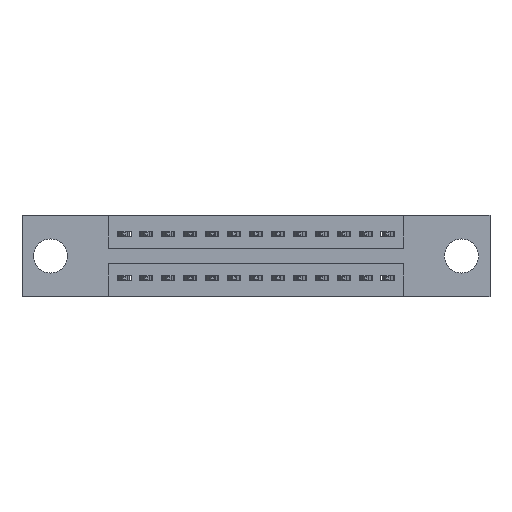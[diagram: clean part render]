
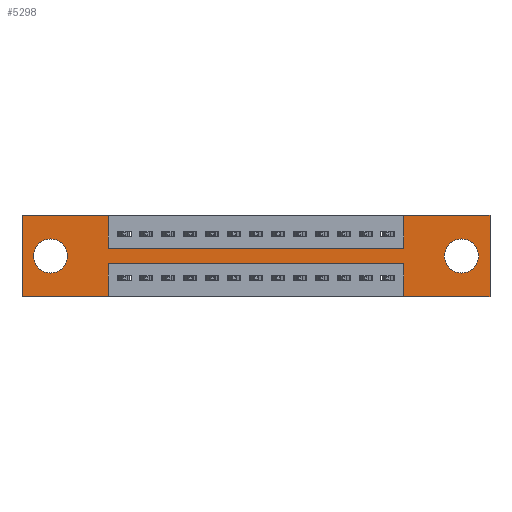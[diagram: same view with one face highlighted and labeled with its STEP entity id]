
A CAD part, front view. The second image highlights one B-rep face of the part: STEP entity #5298.
In plain terms, the highlighted planar face has unit normal (0, -1, 0).
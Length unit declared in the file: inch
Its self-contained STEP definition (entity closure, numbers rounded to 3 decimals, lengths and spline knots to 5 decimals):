
#80 = DIRECTION ( 'NONE',  ( -1., 0., 0. ) ) ;
#228 = LINE ( 'NONE', #10163, #7763 ) ;
#327 = LINE ( 'NONE', #472, #10315 ) ;
#472 = CARTESIAN_POINT ( 'NONE',  ( 1.7425, 0., 0. ) ) ;
#484 = CARTESIAN_POINT ( 'NONE',  ( 0., 0., -0.37 ) ) ;
#557 = CARTESIAN_POINT ( 'NONE',  ( 0., 0., 0. ) ) ;
#686 = CARTESIAN_POINT ( 'NONE',  ( 0.3925, 0., -0.15 ) ) ;
#868 = CARTESIAN_POINT ( 'NONE',  ( 0.3925, 0., 0. ) ) ;
#889 = EDGE_CURVE ( 'NONE', #6109, #7303, #2620, .T. ) ;
#971 = ORIENTED_EDGE ( 'NONE', *, *, #9227, .F. ) ;
#987 = DIRECTION ( 'NONE',  ( -1., 0., 0. ) ) ;
#1072 = DIRECTION ( 'NONE',  ( 0., 0., -1. ) ) ;
#1100 = ORIENTED_EDGE ( 'NONE', *, *, #7571, .F. ) ;
#1106 = DIRECTION ( 'NONE',  ( 0., 0., -1. ) ) ;
#1124 = DIRECTION ( 'NONE',  ( 0., 0., -1. ) ) ;
#1132 = ORIENTED_EDGE ( 'NONE', *, *, #4246, .F. ) ;
#1211 = CARTESIAN_POINT ( 'NONE',  ( 1.7425, 0., -0.15 ) ) ;
#1265 = CARTESIAN_POINT ( 'NONE',  ( 0., 0., 0. ) ) ;
#1389 = LINE ( 'NONE', #8776, #12002 ) ;
#1467 = AXIS2_PLACEMENT_3D ( 'NONE', #4229, #8724, #13225 ) ;
#1769 = DIRECTION ( 'NONE',  ( 0., 1., 0. ) ) ;
#1775 = CARTESIAN_POINT ( 'NONE',  ( 0.3925, 0., -0.37 ) ) ;
#1918 = DIRECTION ( 'NONE',  ( 0., 0., 1. ) ) ;
#2156 = ORIENTED_EDGE ( 'NONE', *, *, #9213, .F. ) ;
#2369 = CARTESIAN_POINT ( 'NONE',  ( 2.005, 0., -0.185 ) ) ;
#2463 = CARTESIAN_POINT ( 'NONE',  ( 1.7425, 0., -0.22 ) ) ;
#2569 = LINE ( 'NONE', #6774, #6295 ) ;
#2620 = LINE ( 'NONE', #10496, #13059 ) ;
#2624 = EDGE_CURVE ( 'NONE', #5509, #9665, #11590, .T. ) ;
#2649 = CARTESIAN_POINT ( 'NONE',  ( 0.13, 0., -0.107 ) ) ;
#2652 = VERTEX_POINT ( 'NONE', #5020 ) ;
#2743 = CARTESIAN_POINT ( 'NONE',  ( 0., 0., -0.37 ) ) ;
#2771 = CARTESIAN_POINT ( 'NONE',  ( 0.3925, 0., 0. ) ) ;
#2865 = VECTOR ( 'NONE', #14017, 39.37008 ) ;
#2927 = ORIENTED_EDGE ( 'NONE', *, *, #9579, .F. ) ;
#2947 = VERTEX_POINT ( 'NONE', #1265 ) ;
#2967 = VERTEX_POINT ( 'NONE', #13857 ) ;
#3276 = FACE_OUTER_BOUND ( 'NONE', #12818, .T. ) ;
#3409 = EDGE_CURVE ( 'NONE', #7475, #3968, #2569, .T. ) ;
#3565 = EDGE_LOOP ( 'NONE', ( #5881, #8694 ) ) ;
#3629 = DIRECTION ( 'NONE',  ( -1., 0., 0. ) ) ;
#3733 = VECTOR ( 'NONE', #1918, 39.37008 ) ;
#3939 = EDGE_CURVE ( 'NONE', #9912, #6109, #327, .T. ) ;
#3968 = VERTEX_POINT ( 'NONE', #2743 ) ;
#4229 = CARTESIAN_POINT ( 'NONE',  ( 0.13, 0., -0.185 ) ) ;
#4246 = EDGE_CURVE ( 'NONE', #2652, #5509, #13336, .T. ) ;
#4272 = VECTOR ( 'NONE', #7264, 39.37008 ) ;
#4327 = ORIENTED_EDGE ( 'NONE', *, *, #2624, .F. ) ;
#4353 = AXIS2_PLACEMENT_3D ( 'NONE', #6891, #11383, #11529 ) ;
#4358 = ORIENTED_EDGE ( 'NONE', *, *, #13584, .T. ) ;
#4395 = VERTEX_POINT ( 'NONE', #10316 ) ;
#4715 = DIRECTION ( 'NONE',  ( 0., 1., 0. ) ) ;
#4788 = ORIENTED_EDGE ( 'NONE', *, *, #8208, .F. ) ;
#4970 = VERTEX_POINT ( 'NONE', #14044 ) ;
#5020 = CARTESIAN_POINT ( 'NONE',  ( 1.7425, 0., -0.37 ) ) ;
#5258 = LINE ( 'NONE', #557, #4272 ) ;
#5298 = ADVANCED_FACE ( 'NONE', ( #12194, #6816, #3276 ), #7783, .T. ) ;
#5461 = CIRCLE ( 'NONE', #11350, 0.078 ) ;
#5509 = VERTEX_POINT ( 'NONE', #2463 ) ;
#5664 = VERTEX_POINT ( 'NONE', #14222 ) ;
#5705 = AXIS2_PLACEMENT_3D ( 'NONE', #2369, #4715, #1124 ) ;
#5881 = ORIENTED_EDGE ( 'NONE', *, *, #10308, .T. ) ;
#5931 = DIRECTION ( 'NONE',  ( 1., 0., 0. ) ) ;
#6109 = VERTEX_POINT ( 'NONE', #7432 ) ;
#6295 = VECTOR ( 'NONE', #80, 39.37008 ) ;
#6357 = VECTOR ( 'NONE', #987, 39.37008 ) ;
#6751 = DIRECTION ( 'NONE',  ( 0., 0., -1. ) ) ;
#6774 = CARTESIAN_POINT ( 'NONE',  ( 0., 0., -0.37 ) ) ;
#6816 = FACE_BOUND ( 'NONE', #14409, .T. ) ;
#6891 = CARTESIAN_POINT ( 'NONE',  ( 0.13, 0., -0.185 ) ) ;
#7264 = DIRECTION ( 'NONE',  ( 1., 0., 0. ) ) ;
#7303 = VERTEX_POINT ( 'NONE', #12616 ) ;
#7323 = DIRECTION ( 'NONE',  ( 0., 0., 1. ) ) ;
#7432 = CARTESIAN_POINT ( 'NONE',  ( 1.7425, 0., 0. ) ) ;
#7475 = VERTEX_POINT ( 'NONE', #1775 ) ;
#7485 = AXIS2_PLACEMENT_3D ( 'NONE', #9099, #12264, #1072 ) ;
#7571 = EDGE_CURVE ( 'NONE', #3968, #2947, #1389, .T. ) ;
#7641 = CARTESIAN_POINT ( 'NONE',  ( 0.3925, 0., -0.37 ) ) ;
#7763 = VECTOR ( 'NONE', #1106, 39.37008 ) ;
#7783 = PLANE ( 'NONE',  #7485 ) ;
#8208 = EDGE_CURVE ( 'NONE', #4970, #2652, #11676, .T. ) ;
#8556 = LINE ( 'NONE', #686, #2865 ) ;
#8694 = ORIENTED_EDGE ( 'NONE', *, *, #11758, .T. ) ;
#8724 = DIRECTION ( 'NONE',  ( 0., 1., 0. ) ) ;
#8776 = CARTESIAN_POINT ( 'NONE',  ( 0., 0., 0. ) ) ;
#9099 = CARTESIAN_POINT ( 'NONE',  ( 0., 0., -0.37 ) ) ;
#9117 = VERTEX_POINT ( 'NONE', #10591 ) ;
#9213 = EDGE_CURVE ( 'NONE', #14392, #2967, #10147, .T. ) ;
#9227 = EDGE_CURVE ( 'NONE', #9665, #7475, #11245, .T. ) ;
#9375 = CARTESIAN_POINT ( 'NONE',  ( 2.005, 0., -0.185 ) ) ;
#9452 = VECTOR ( 'NONE', #11029, 39.37008 ) ;
#9579 = EDGE_CURVE ( 'NONE', #2947, #14392, #5258, .T. ) ;
#9665 = VERTEX_POINT ( 'NONE', #11223 ) ;
#9912 = VERTEX_POINT ( 'NONE', #1211 ) ;
#9944 = EDGE_CURVE ( 'NONE', #2967, #9912, #8556, .T. ) ;
#10147 = LINE ( 'NONE', #868, #11573 ) ;
#10163 = CARTESIAN_POINT ( 'NONE',  ( 2.135, 0., 0. ) ) ;
#10185 = ORIENTED_EDGE ( 'NONE', *, *, #11031, .T. ) ;
#10308 = EDGE_CURVE ( 'NONE', #5664, #4395, #12061, .T. ) ;
#10315 = VECTOR ( 'NONE', #7323, 39.37008 ) ;
#10316 = CARTESIAN_POINT ( 'NONE',  ( 2.005, 0., -0.263 ) ) ;
#10379 = ORIENTED_EDGE ( 'NONE', *, *, #3409, .F. ) ;
#10496 = CARTESIAN_POINT ( 'NONE',  ( 0., 0., 0. ) ) ;
#10591 = CARTESIAN_POINT ( 'NONE',  ( 0.13, 0., -0.263 ) ) ;
#10665 = CIRCLE ( 'NONE', #1467, 0.078 ) ;
#10970 = CARTESIAN_POINT ( 'NONE',  ( 1.7425, 0., -0.37 ) ) ;
#11029 = DIRECTION ( 'NONE',  ( 0., 0., -1. ) ) ;
#11031 = EDGE_CURVE ( 'NONE', #9117, #12705, #10665, .T. ) ;
#11223 = CARTESIAN_POINT ( 'NONE',  ( 0.3925, 0., -0.22 ) ) ;
#11245 = LINE ( 'NONE', #7641, #9452 ) ;
#11350 = AXIS2_PLACEMENT_3D ( 'NONE', #9375, #1769, #11795 ) ;
#11383 = DIRECTION ( 'NONE',  ( 0., 1., 0. ) ) ;
#11451 = ORIENTED_EDGE ( 'NONE', *, *, #12028, .F. ) ;
#11467 = VECTOR ( 'NONE', #3629, 39.37008 ) ;
#11529 = DIRECTION ( 'NONE',  ( 0., 0., 1. ) ) ;
#11573 = VECTOR ( 'NONE', #6751, 39.37008 ) ;
#11590 = LINE ( 'NONE', #13727, #11467 ) ;
#11676 = LINE ( 'NONE', #484, #6357 ) ;
#11758 = EDGE_CURVE ( 'NONE', #4395, #5664, #5461, .T. ) ;
#11795 = DIRECTION ( 'NONE',  ( 0., 0., -1. ) ) ;
#12002 = VECTOR ( 'NONE', #13269, 39.37008 ) ;
#12028 = EDGE_CURVE ( 'NONE', #7303, #4970, #228, .T. ) ;
#12061 = CIRCLE ( 'NONE', #5705, 0.078 ) ;
#12194 = FACE_BOUND ( 'NONE', #3565, .T. ) ;
#12264 = DIRECTION ( 'NONE',  ( 0., -1., 0. ) ) ;
#12522 = ORIENTED_EDGE ( 'NONE', *, *, #3939, .F. ) ;
#12616 = CARTESIAN_POINT ( 'NONE',  ( 2.135, 0., 0. ) ) ;
#12705 = VERTEX_POINT ( 'NONE', #2649 ) ;
#12818 = EDGE_LOOP ( 'NONE', ( #971, #4327, #1132, #4788, #11451, #12892, #12522, #13864, #2156, #2927, #1100, #10379 ) ) ;
#12892 = ORIENTED_EDGE ( 'NONE', *, *, #889, .F. ) ;
#13059 = VECTOR ( 'NONE', #5931, 39.37008 ) ;
#13225 = DIRECTION ( 'NONE',  ( 0., 0., 1. ) ) ;
#13269 = DIRECTION ( 'NONE',  ( 0., 0., 1. ) ) ;
#13336 = LINE ( 'NONE', #10970, #3733 ) ;
#13584 = EDGE_CURVE ( 'NONE', #12705, #9117, #14004, .T. ) ;
#13727 = CARTESIAN_POINT ( 'NONE',  ( 0.3925, 0., -0.22 ) ) ;
#13857 = CARTESIAN_POINT ( 'NONE',  ( 0.3925, 0., -0.15 ) ) ;
#13864 = ORIENTED_EDGE ( 'NONE', *, *, #9944, .F. ) ;
#14004 = CIRCLE ( 'NONE', #4353, 0.078 ) ;
#14017 = DIRECTION ( 'NONE',  ( 1., 0., 0. ) ) ;
#14044 = CARTESIAN_POINT ( 'NONE',  ( 2.135, 0., -0.37 ) ) ;
#14222 = CARTESIAN_POINT ( 'NONE',  ( 2.005, 0., -0.107 ) ) ;
#14392 = VERTEX_POINT ( 'NONE', #2771 ) ;
#14409 = EDGE_LOOP ( 'NONE', ( #4358, #10185 ) ) ;
